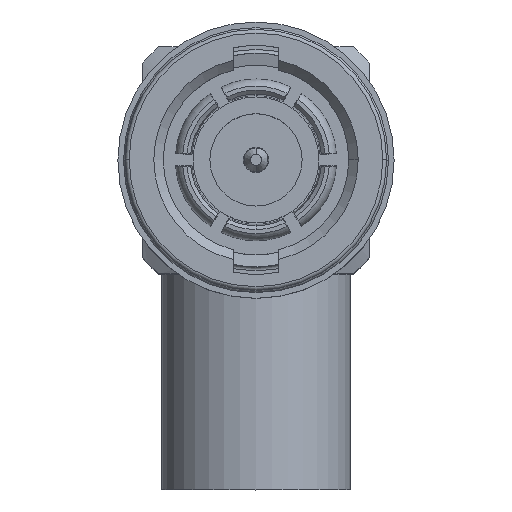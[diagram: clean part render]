
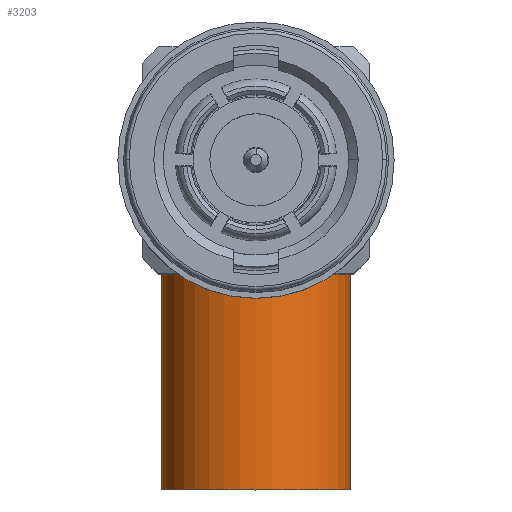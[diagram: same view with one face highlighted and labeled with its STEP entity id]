
A CAD part, top view. The second image highlights one B-rep face of the part: STEP entity #3203.
In plain terms, the highlighted cylindrical face has radius 5 mm (diameter 10 mm), a partial arc.
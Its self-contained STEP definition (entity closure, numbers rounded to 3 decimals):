
#117 = ORIENTED_EDGE ( 'NONE', *, *, #14424, .F. ) ;
#422 = CARTESIAN_POINT ( 'NONE',  ( -5., -17.4, -20.5 ) ) ;
#646 = DIRECTION ( 'NONE',  ( 0., -1., 0. ) ) ;
#1969 = CYLINDRICAL_SURFACE ( 'NONE', #13794, 5. ) ;
#2653 = CARTESIAN_POINT ( 'NONE',  ( 5., -6., -20.5 ) ) ;
#2995 = VERTEX_POINT ( 'NONE', #2653 ) ;
#3203 = ADVANCED_FACE ( 'NONE', ( #6863 ), #1969, .T. ) ;
#3727 = ORIENTED_EDGE ( 'NONE', *, *, #16843, .F. ) ;
#5021 = EDGE_LOOP ( 'NONE', ( #5644, #6903, #117, #3727 ) ) ;
#5107 = DIRECTION ( 'NONE',  ( 0., -1., 0. ) ) ;
#5644 = ORIENTED_EDGE ( 'NONE', *, *, #9913, .T. ) ;
#5796 = CARTESIAN_POINT ( 'NONE',  ( -5., -20.374, -20.5 ) ) ;
#5919 = DIRECTION ( 'NONE',  ( 0., -1., 0. ) ) ;
#6863 = FACE_OUTER_BOUND ( 'NONE', #5021, .T. ) ;
#6903 = ORIENTED_EDGE ( 'NONE', *, *, #11066, .T. ) ;
#7444 = DIRECTION ( 'NONE',  ( 0., -1., 0. ) ) ;
#8144 = VECTOR ( 'NONE', #5107, 1000. ) ;
#8661 = CIRCLE ( 'NONE', #16813, 5. ) ;
#8798 = CARTESIAN_POINT ( 'NONE',  ( 0., -17.4, -20.5 ) ) ;
#9369 = VERTEX_POINT ( 'NONE', #13416 ) ;
#9810 = AXIS2_PLACEMENT_3D ( 'NONE', #15627, #7444, #16974 ) ;
#9913 = EDGE_CURVE ( 'NONE', #2995, #9369, #10285, .T. ) ;
#10167 = DIRECTION ( 'NONE',  ( 1., 0., 0. ) ) ;
#10285 = CIRCLE ( 'NONE', #9810, 5. ) ;
#11047 = VERTEX_POINT ( 'NONE', #12717 ) ;
#11066 = EDGE_CURVE ( 'NONE', #9369, #12340, #17333, .T. ) ;
#11795 = LINE ( 'NONE', #14654, #8144 ) ;
#12340 = VERTEX_POINT ( 'NONE', #422 ) ;
#12717 = CARTESIAN_POINT ( 'NONE',  ( 5., -17.4, -20.5 ) ) ;
#13416 = CARTESIAN_POINT ( 'NONE',  ( -5., -6., -20.5 ) ) ;
#13730 = VECTOR ( 'NONE', #5919, 1000. ) ;
#13794 = AXIS2_PLACEMENT_3D ( 'NONE', #16826, #15489, #14191 ) ;
#14191 = DIRECTION ( 'NONE',  ( 1., 0., 0. ) ) ;
#14424 = EDGE_CURVE ( 'NONE', #11047, #12340, #8661, .T. ) ;
#14654 = CARTESIAN_POINT ( 'NONE',  ( 5., -20.374, -20.5 ) ) ;
#15489 = DIRECTION ( 'NONE',  ( 0., -1., 0. ) ) ;
#15627 = CARTESIAN_POINT ( 'NONE',  ( 0., -6., -20.5 ) ) ;
#16813 = AXIS2_PLACEMENT_3D ( 'NONE', #8798, #646, #10167 ) ;
#16826 = CARTESIAN_POINT ( 'NONE',  ( 0., -20.374, -20.5 ) ) ;
#16843 = EDGE_CURVE ( 'NONE', #2995, #11047, #11795, .T. ) ;
#16974 = DIRECTION ( 'NONE',  ( 1., 0., 0. ) ) ;
#17333 = LINE ( 'NONE', #5796, #13730 ) ;
